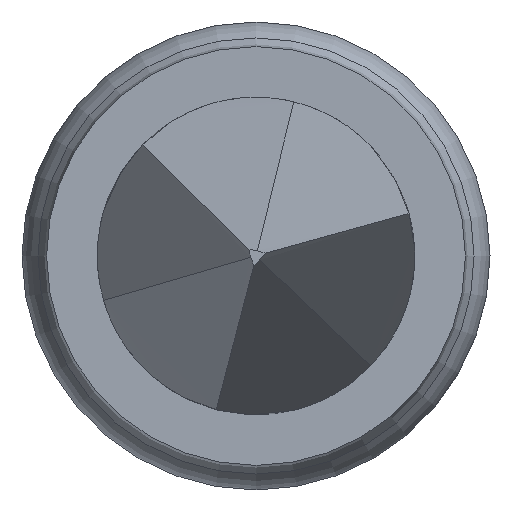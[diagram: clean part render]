
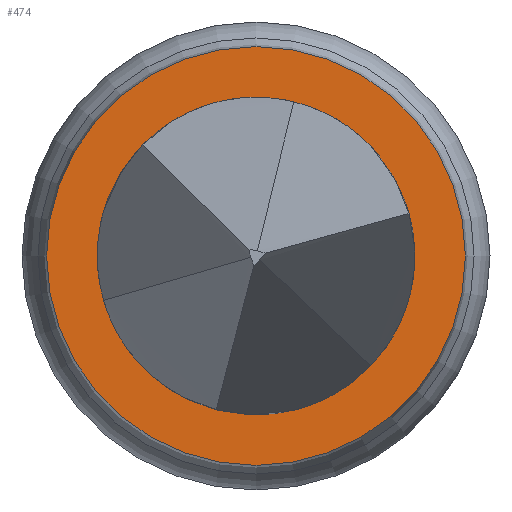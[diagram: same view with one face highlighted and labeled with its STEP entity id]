
A CAD part, left-side view. The second image highlights one B-rep face of the part: STEP entity #474.
In plain terms, the highlighted planar face has unit normal (-1, 0, 0).
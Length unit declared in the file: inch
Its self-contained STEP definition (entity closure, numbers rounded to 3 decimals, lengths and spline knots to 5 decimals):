
#135 = EDGE_LOOP ( 'NONE', ( #502 ) ) ;
#170 = AXIS2_PLACEMENT_3D ( 'NONE', #462, #175, #1564 ) ;
#175 = DIRECTION ( 'NONE',  ( -1., 0., 0. ) ) ;
#191 = CARTESIAN_POINT ( 'NONE',  ( 0., 0., 0. ) ) ;
#196 = EDGE_LOOP ( 'NONE', ( #823 ) ) ;
#213 = DIRECTION ( 'NONE',  ( 0., -1., 0. ) ) ;
#230 = CARTESIAN_POINT ( 'NONE',  ( 0., 0.0129, 0. ) ) ;
#327 = VERTEX_POINT ( 'NONE', #1039 ) ;
#329 = FACE_BOUND ( 'NONE', #135, .T. ) ;
#350 = DIRECTION ( 'NONE',  ( -1., 0., 0. ) ) ;
#393 = AXIS2_PLACEMENT_3D ( 'NONE', #230, #350, #1129 ) ;
#462 = CARTESIAN_POINT ( 'NONE',  ( 0., 0., 0. ) ) ;
#474 = ADVANCED_FACE ( 'NONE', ( #329, #1214 ), #951, .T. ) ;
#502 = ORIENTED_EDGE ( 'NONE', *, *, #1252, .T. ) ;
#505 = AXIS2_PLACEMENT_3D ( 'NONE', #191, #1353, #213 ) ;
#757 = EDGE_CURVE ( 'NONE', #327, #327, #1559, .T. ) ;
#763 = CARTESIAN_POINT ( 'NONE',  ( 0., -0.01045, 0. ) ) ;
#823 = ORIENTED_EDGE ( 'NONE', *, *, #757, .T. ) ;
#878 = VERTEX_POINT ( 'NONE', #763 ) ;
#951 = PLANE ( 'NONE',  #393 ) ;
#1039 = CARTESIAN_POINT ( 'NONE',  ( 0., 0., 0.01378 ) ) ;
#1116 = CIRCLE ( 'NONE', #505, 0.01045 ) ;
#1129 = DIRECTION ( 'NONE',  ( 0., 0., 1. ) ) ;
#1214 = FACE_OUTER_BOUND ( 'NONE', #196, .T. ) ;
#1252 = EDGE_CURVE ( 'NONE', #878, #878, #1116, .T. ) ;
#1353 = DIRECTION ( 'NONE',  ( 1., 0., 0. ) ) ;
#1559 = CIRCLE ( 'NONE', #170, 0.01378 ) ;
#1564 = DIRECTION ( 'NONE',  ( 0., 0., 1. ) ) ;
